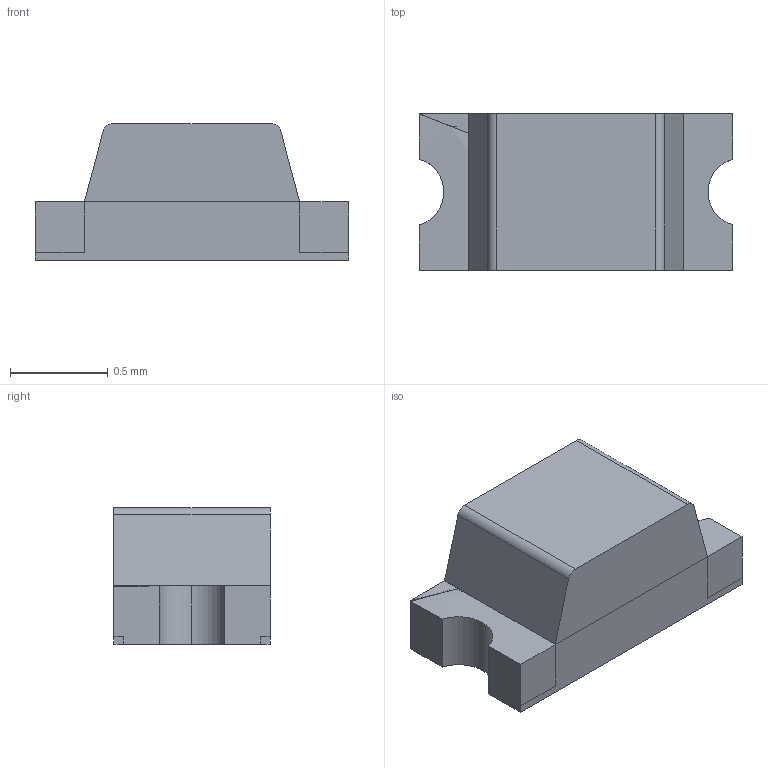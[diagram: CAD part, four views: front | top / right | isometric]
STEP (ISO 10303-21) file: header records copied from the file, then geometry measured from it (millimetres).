
FILE_DESCRIPTION (( 'STEP AP214' ), '1' );
FILE_NAME ('471D2E2E-25AE-4FB8-9667-A84ABC6AB4D9.STEP', '2024-03-21T00:38:55', ( '' ), ( '' ), 'SwSTEP 2.0', 'SolidWorks 2022', '' );
FILE_SCHEMA (( 'AUTOMOTIVE_DESIGN' ));
Length unit declared in the file: centimetre
Products named in the file (1): 471D2E2E-25AE-4FB8-9667-A84ABC6AB4D9
Bounding box: 1.6 x 0.8 x 0.7 mm (x, y, z)
Volume: 0.7 mm3; surface area: 10.6 mm2
Topology: 9 solids, 9 shells, 216 faces, 547 edges, 354 vertices
Faces by surface type: plane 142, cylinder 60, bspline 14
Entity records: 7548 total; most frequent: CARTESIAN_POINT 1964, ORIENTED_EDGE 1094, DIRECTION 1058, EDGE_CURVE 547, VECTOR 396, LINE 396, VERTEX_POINT 354, AXIS2_PLACEMENT_3D 331
